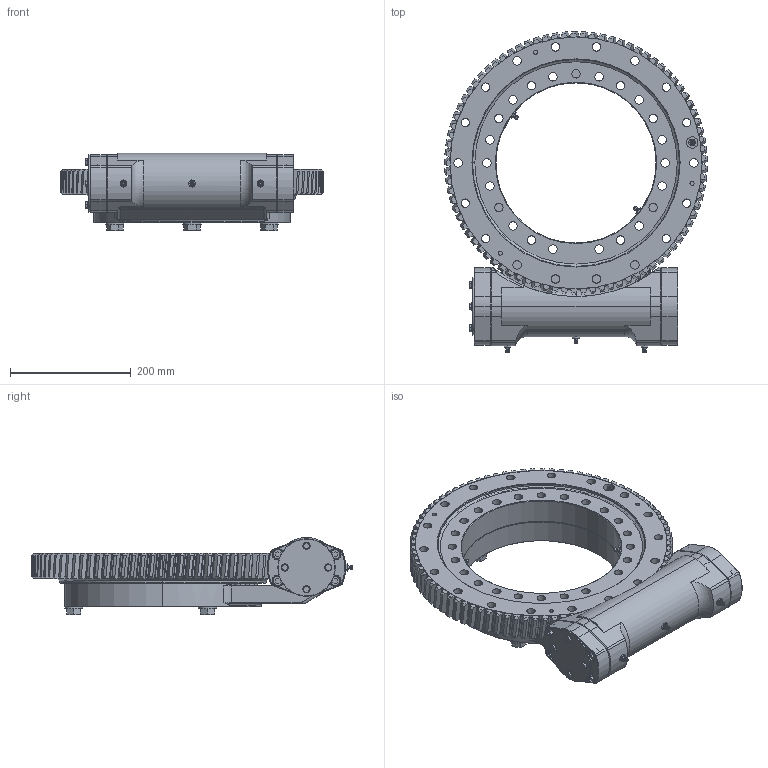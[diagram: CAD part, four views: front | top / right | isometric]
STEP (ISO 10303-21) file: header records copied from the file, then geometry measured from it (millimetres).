
FILE_DESCRIPTION (( 'STEP AP214' ), '1' );
FILE_NAME ('TGO435-Z0-RM - SH.STEP', '2018-10-10T08:20:51', ( '' ), ( '' ), 'SwSTEP 2.0', 'SolidWorks 2016', '' );
FILE_SCHEMA (( 'AUTOMOTIVE_DESIGN' ));
Length unit declared in the file: millimetre
Products named in the file (1): TGO435-Z0-RM - SH
Bounding box: 434.83 x 531.02 x 128.1 mm (x, y, z)
Surface area: 787446.8 mm2 (no closed solid volume)
Topology: 0 solids, 43 shells, 1386 faces, 4429 edges, 3043 vertices
Faces by surface type: bspline 402, cylinder 349, cone 292, plane 226, torus 115, sphere 2
Entity records: 69744 total; most frequent: CARTESIAN_POINT 21147, ORIENTED_EDGE 7908, DIRECTION 5792, EDGE_CURVE 4423, VERTEX_POINT 3043, AXIS2_PLACEMENT_3D 2423, EDGE_LOOP 1653, CIRCLE 1438
